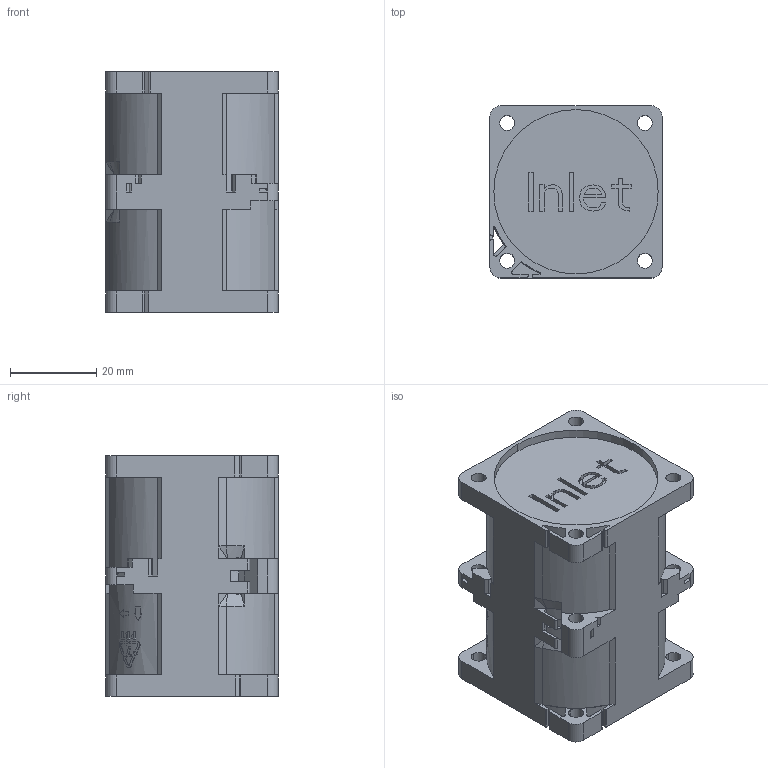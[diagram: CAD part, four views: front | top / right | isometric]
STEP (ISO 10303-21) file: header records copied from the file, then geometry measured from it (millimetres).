
FILE_DESCRIPTION((''),'2;1');
FILE_NAME('GFB0412EHS-D','2017-09-12T',('DJOKOVIC.LIU'),(''),'CREO PARAMETRIC BY PTC INC, 2015080','CREO PARAMETRIC BY PTC INC, 2015080','');
FILE_SCHEMA(('CONFIG_CONTROL_DESIGN'));
Length unit declared in the file: millimetre
Products named in the file (1): GFB0412EHS-D
Bounding box: 40 x 40 x 56 mm (x, y, z)
Volume: 73258.9 mm3; surface area: 13684.6 mm2
Topology: 1 solids, 1 shells, 632 faces, 1806 edges, 1209 vertices
Faces by surface type: plane 504, cylinder 110, extrusion 16, bspline 2
Entity records: 21230 total; most frequent: CARTESIAN_POINT 4614, ORIENTED_EDGE 3612, DIRECTION 3175, EDGE_CURVE 1806, VECTOR 1417, LINE 1401, VERTEX_POINT 1209, AXIS2_PLACEMENT_3D 879
